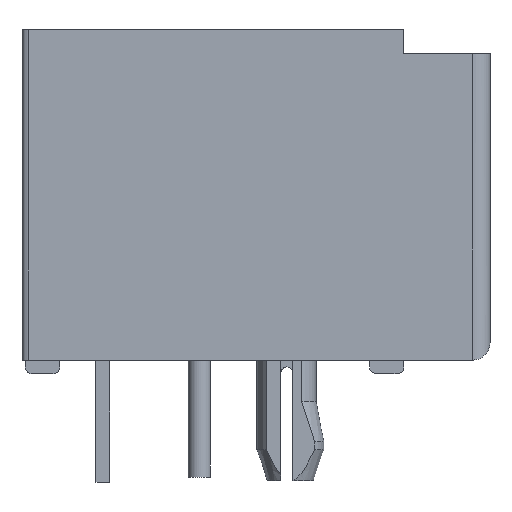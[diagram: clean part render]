
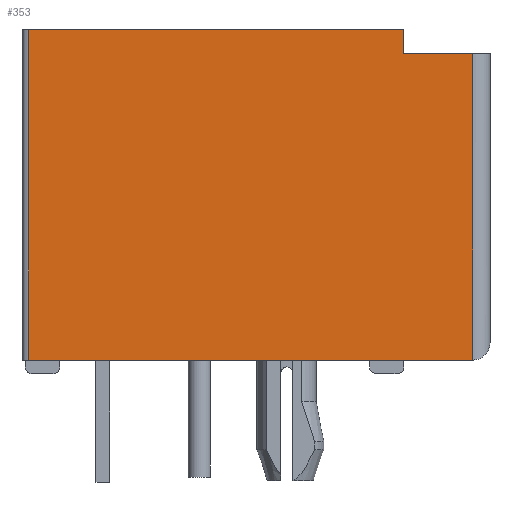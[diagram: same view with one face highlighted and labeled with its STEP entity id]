
A CAD part, front view. The second image highlights one B-rep face of the part: STEP entity #353.
In plain terms, the highlighted planar face has unit normal (0, -1, 0).
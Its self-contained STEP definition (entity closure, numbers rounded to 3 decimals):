
#353=ADVANCED_FACE('',(#858),#645,.T.);
#645=PLANE('',#5578);
#858=FACE_OUTER_BOUND('',#1152,.T.);
#1152=EDGE_LOOP('',(#1599,#1600,#1601,#1602,#1603,#1604));
#1599=ORIENTED_EDGE('',*,*,#3682,.T.);
#1600=ORIENTED_EDGE('',*,*,#3690,.T.);
#1601=ORIENTED_EDGE('',*,*,#3691,.T.);
#1602=ORIENTED_EDGE('',*,*,#3565,.T.);
#1603=ORIENTED_EDGE('',*,*,#3692,.F.);
#1604=ORIENTED_EDGE('',*,*,#3693,.T.);
#3041=VERTEX_POINT('',#7503);
#3042=VERTEX_POINT('',#7504);
#3159=VERTEX_POINT('',#7741);
#3160=VERTEX_POINT('',#7743);
#3165=VERTEX_POINT('',#7758);
#3166=VERTEX_POINT('',#7761);
#3565=EDGE_CURVE('',#3041,#3042,#4350,.T.);
#3682=EDGE_CURVE('',#3160,#3159,#4444,.T.);
#3690=EDGE_CURVE('',#3159,#3165,#4450,.T.);
#3691=EDGE_CURVE('',#3165,#3041,#4451,.T.);
#3692=EDGE_CURVE('',#3166,#3042,#4452,.T.);
#3693=EDGE_CURVE('',#3166,#3160,#4453,.T.);
#4350=LINE('',#7502,#4952);
#4444=LINE('',#7742,#5046);
#4450=LINE('',#7757,#5052);
#4451=LINE('',#7759,#5053);
#4452=LINE('',#7760,#5054);
#4453=LINE('',#7762,#5055);
#4952=VECTOR('',#6005,1.);
#5046=VECTOR('',#6149,1.);
#5052=VECTOR('',#6163,1.);
#5053=VECTOR('',#6164,1.);
#5054=VECTOR('',#6165,1.);
#5055=VECTOR('',#6166,1.);
#5578=AXIS2_PLACEMENT_3D('',#7763,#6167,#6168);
#6005=DIRECTION('',(0.,0.,1.));
#6149=DIRECTION('',(1.,0.,0.));
#6163=DIRECTION('',(0.,0.,1.));
#6164=DIRECTION('',(-1.,0.,0.));
#6165=DIRECTION('',(1.,0.,0.));
#6166=DIRECTION('',(0.,0.,-1.));
#6167=DIRECTION('',(0.,-1.,0.));
#6168=DIRECTION('',(-1.,0.,0.));
#7502=CARTESIAN_POINT('',(11.1,0.,4.8));
#7503=CARTESIAN_POINT('',(11.1,0.,8.9));
#7504=CARTESIAN_POINT('',(11.1,0.,9.6));
#7741=CARTESIAN_POINT('',(13.1,0.,0.));
#7742=CARTESIAN_POINT('',(13.6,0.,0.));
#7743=CARTESIAN_POINT('',(0.2,0.,0.));
#7757=CARTESIAN_POINT('',(13.1,0.,4.8));
#7758=CARTESIAN_POINT('',(13.1,0.,8.9));
#7759=CARTESIAN_POINT('',(13.6,0.,8.9));
#7760=CARTESIAN_POINT('',(11.1,0.,9.6));
#7761=CARTESIAN_POINT('',(0.2,0.,9.6));
#7762=CARTESIAN_POINT('',(0.2,0.,4.8));
#7763=CARTESIAN_POINT('',(13.6,0.,4.8));
